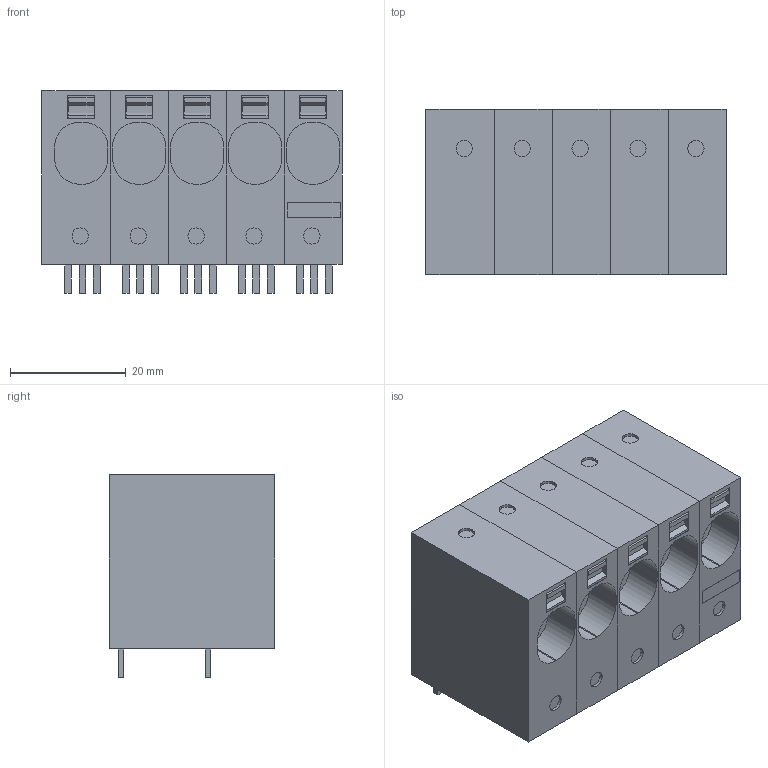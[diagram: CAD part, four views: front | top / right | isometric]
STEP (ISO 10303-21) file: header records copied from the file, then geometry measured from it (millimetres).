
FILE_DESCRIPTION(('CATIA V5R22 STEP214','CAx-IF Rec.Pracs.--- Model Styling and Organization---1.4--- 2014-01-23'),'2;1');
FILE_NAME ('D1533173_0_2878500000_2878500000.stp','2022-05-19T09:20:54+00:00',('none'),('Weidmueller'),'CATIA Version 5-6 Release 2016 SP3 HF44','CATIA V5 STEP AP214','none');
FILE_SCHEMA(('AUTOMOTIVE_DESIGN { 1 0 10303 214 1 1 1 1 }'));
Length unit declared in the file: millimetre
Products named in the file (1): 2878500000
Bounding box: 51.8 x 28.6 x 35 mm (x, y, z)
Volume: 39855.7 mm3; surface area: 17239.9 mm2
Topology: 15 solids, 15 shells, 311 faces, 777 edges, 518 vertices
Faces by surface type: plane 251, cylinder 60
Entity records: 8864 total; most frequent: CARTESIAN_POINT 1638, ORIENTED_EDGE 1554, DIRECTION 1230, EDGE_CURVE 777, VECTOR 657, LINE 657, VERTEX_POINT 518, AXIS2_PLACEMENT_3D 343
